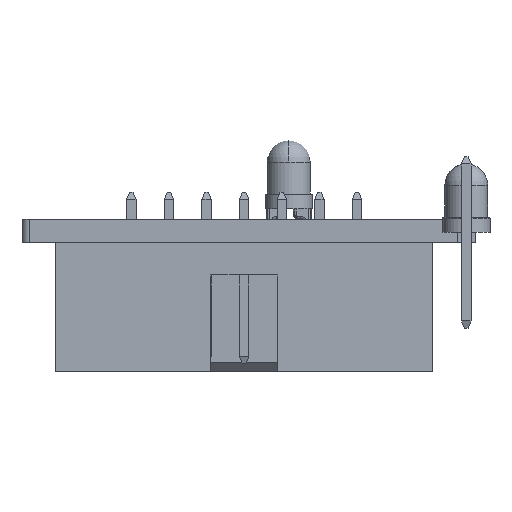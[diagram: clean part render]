
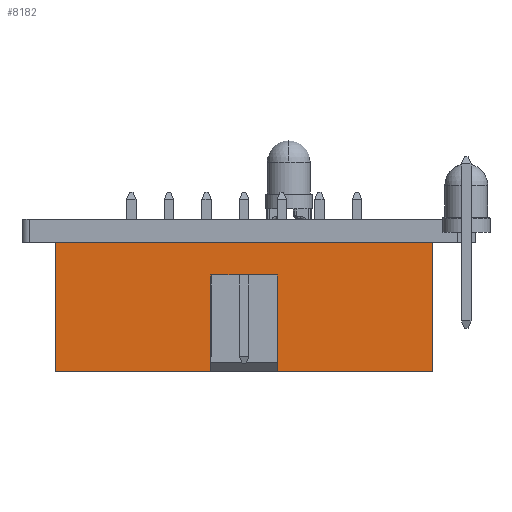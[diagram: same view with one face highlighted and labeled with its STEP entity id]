
A CAD part, left-side view. The second image highlights one B-rep face of the part: STEP entity #8182.
In plain terms, the highlighted face is planar.
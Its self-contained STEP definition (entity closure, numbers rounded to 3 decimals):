
#7198=CARTESIAN_POINT('',(12.72,-4.425,-4.425));
#7199=VERTEX_POINT('',#7198);
#7206=CARTESIAN_POINT('',(-12.72,-4.425,-4.425));
#7207=VERTEX_POINT('',#7206);
#7208=CARTESIAN_POINT('',(12.72,-4.425,-4.425));
#7209=DIRECTION('',(-1.,0.,0.));
#7210=VECTOR('',#7209,25.44);
#7211=LINE('',#7208,#7210);
#7212=EDGE_CURVE('',#7199,#7207,#7211,.T.);
#8120=CARTESIAN_POINT('',(0.,-4.425,0.));
#8121=DIRECTION('',(0.,1.,0.));
#8122=DIRECTION('',(0.,0.,1.));
#8123=AXIS2_PLACEMENT_3D('',#8120,#8121,#8122);
#8124=PLANE('',#8123);
#8125=CARTESIAN_POINT('',(2.25,-4.425,-2.075));
#8126=VERTEX_POINT('',#8125);
#8127=CARTESIAN_POINT('',(2.25,-4.425,4.425));
#8128=VERTEX_POINT('',#8127);
#8129=CARTESIAN_POINT('',(2.25,-4.425,-2.075));
#8130=DIRECTION('',(0.,0.,1.));
#8131=VECTOR('',#8130,6.5);
#8132=LINE('',#8129,#8131);
#8133=EDGE_CURVE('',#8126,#8128,#8132,.T.);
#8134=ORIENTED_EDGE('',*,*,#8133,.F.);
#8135=CARTESIAN_POINT('',(-2.25,-4.425,-2.075));
#8136=VERTEX_POINT('',#8135);
#8137=CARTESIAN_POINT('',(2.25,-4.425,-2.075));
#8138=DIRECTION('',(-1.,0.,0.));
#8139=VECTOR('',#8138,4.5);
#8140=LINE('',#8137,#8139);
#8141=EDGE_CURVE('',#8126,#8136,#8140,.T.);
#8142=ORIENTED_EDGE('',*,*,#8141,.T.);
#8143=CARTESIAN_POINT('',(-2.25,-4.425,4.425));
#8144=VERTEX_POINT('',#8143);
#8145=CARTESIAN_POINT('',(-2.25,-4.425,-2.075));
#8146=DIRECTION('',(0.,0.,1.));
#8147=VECTOR('',#8146,6.5);
#8148=LINE('',#8145,#8147);
#8149=EDGE_CURVE('',#8136,#8144,#8148,.T.);
#8150=ORIENTED_EDGE('',*,*,#8149,.T.);
#8151=CARTESIAN_POINT('',(-12.72,-4.425,4.425));
#8152=VERTEX_POINT('',#8151);
#8153=CARTESIAN_POINT('',(-12.72,-4.425,4.425));
#8154=DIRECTION('',(1.,0.,-0.));
#8155=VECTOR('',#8154,10.47);
#8156=LINE('',#8153,#8155);
#8157=EDGE_CURVE('',#8152,#8144,#8156,.T.);
#8158=ORIENTED_EDGE('',*,*,#8157,.F.);
#8159=CARTESIAN_POINT('',(-12.72,-4.425,-4.425));
#8160=DIRECTION('',(0.,0.,1.));
#8161=VECTOR('',#8160,8.85);
#8162=LINE('',#8159,#8161);
#8163=EDGE_CURVE('',#7207,#8152,#8162,.T.);
#8164=ORIENTED_EDGE('',*,*,#8163,.F.);
#8165=ORIENTED_EDGE('',*,*,#7212,.F.);
#8166=CARTESIAN_POINT('',(12.72,-4.425,4.425));
#8167=VERTEX_POINT('',#8166);
#8168=CARTESIAN_POINT('',(12.72,-4.425,4.425));
#8169=DIRECTION('',(0.,0.,-1.));
#8170=VECTOR('',#8169,8.85);
#8171=LINE('',#8168,#8170);
#8172=EDGE_CURVE('',#8167,#7199,#8171,.T.);
#8173=ORIENTED_EDGE('',*,*,#8172,.F.);
#8174=CARTESIAN_POINT('',(2.25,-4.425,4.425));
#8175=DIRECTION('',(1.,0.,-0.));
#8176=VECTOR('',#8175,10.47);
#8177=LINE('',#8174,#8176);
#8178=EDGE_CURVE('',#8128,#8167,#8177,.T.);
#8179=ORIENTED_EDGE('',*,*,#8178,.F.);
#8180=EDGE_LOOP('',(#8134,#8142,#8150,#8158,#8164,#8165,#8173,#8179));
#8181=FACE_BOUND('',#8180,.T.);
#8182=ADVANCED_FACE('',(#8181),#8124,.F.);
